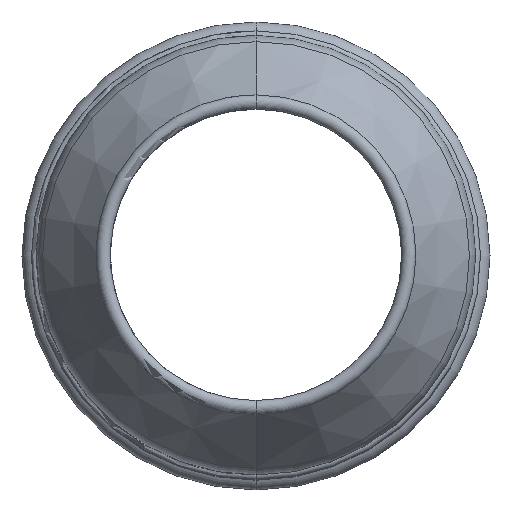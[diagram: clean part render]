
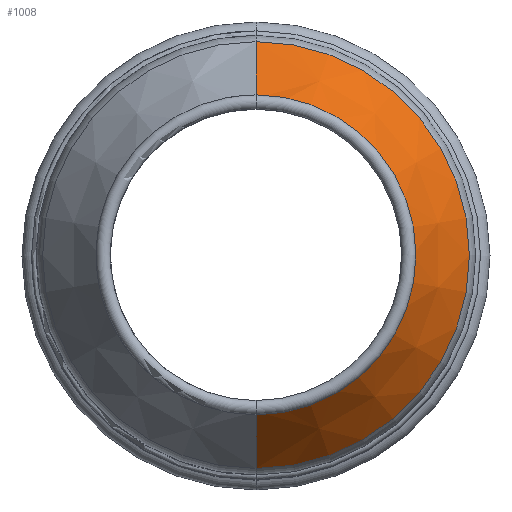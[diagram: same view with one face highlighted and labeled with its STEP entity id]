
A CAD part, top view. The second image highlights one B-rep face of the part: STEP entity #1008.
In plain terms, the highlighted conical face has half-angle 34.416 degrees and reference radius 44.687 mm.
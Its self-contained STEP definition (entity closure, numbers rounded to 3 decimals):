
#903=AXIS2_PLACEMENT_3D('Circle Axis2P3D',#901,#902,$) ;
#995=AXIS2_PLACEMENT_3D('Cone Axis2P3D',#992,#993,#994) ;
#999=AXIS2_PLACEMENT_3D('Circle Axis2P3D',#997,#998,$) ;
#826=CARTESIAN_POINT('Vertex',(49.,16.187,131.571)) ;
#828=CARTESIAN_POINT('Vertex',(49.,81.813,131.571)) ;
#901=CARTESIAN_POINT('Axis2P3D Location',(49.,49.,131.571)) ;
#918=CARTESIAN_POINT('Line Origine',(49.,-282570.963,-412331.736)) ;
#922=CARTESIAN_POINT('Vertex',(49.,4.313,114.239)) ;
#925=CARTESIAN_POINT('Line Origine',(49.,282668.963,-412331.736)) ;
#929=CARTESIAN_POINT('Vertex',(49.,93.687,114.239)) ;
#992=CARTESIAN_POINT('Axis2P3D Location',(49.,49.,114.239)) ;
#997=CARTESIAN_POINT('Axis2P3D Location',(49.,49.,114.239)) ;
#902=DIRECTION('Axis2P3D Direction',(0.,0.,-1.)) ;
#919=DIRECTION('Vector Direction',(0.,-0.565,-0.825)) ;
#926=DIRECTION('Vector Direction',(0.,0.565,-0.825)) ;
#993=DIRECTION('Axis2P3D Direction',(-0.,0.,-1.)) ;
#994=DIRECTION('Axis2P3D XDirection',(0.,1.,0.)) ;
#998=DIRECTION('Axis2P3D Direction',(0.,0.,-1.)) ;
#920=VECTOR('Line Direction',#919,1.) ;
#927=VECTOR('Line Direction',#926,1.) ;
#1003=ORIENTED_EDGE('',*,*,#905,.T.) ;
#1004=ORIENTED_EDGE('',*,*,#924,.T.) ;
#1005=ORIENTED_EDGE('',*,*,#1001,.F.) ;
#1006=ORIENTED_EDGE('',*,*,#931,.F.) ;
#1008=ADVANCED_FACE('Revolve1',(#1007),#996,.T.) ;
#904=CIRCLE('generated circle',#903,32.813) ;
#1000=CIRCLE('generated circle',#999,44.687) ;
#996=CONICAL_SURFACE('Cone',#995,44.687,0.601) ;
#905=EDGE_CURVE('',#829,#827,#904,.T.) ;
#924=EDGE_CURVE('',#827,#923,#921,.T.) ;
#931=EDGE_CURVE('',#829,#930,#928,.T.) ;
#1001=EDGE_CURVE('',#930,#923,#1000,.T.) ;
#1002=EDGE_LOOP('',(#1003,#1004,#1005,#1006)) ;
#1007=FACE_OUTER_BOUND('',#1002,.T.) ;
#921=LINE('Line',#918,#920) ;
#928=LINE('Line',#925,#927) ;
#827=VERTEX_POINT('',#826) ;
#829=VERTEX_POINT('',#828) ;
#923=VERTEX_POINT('',#922) ;
#930=VERTEX_POINT('',#929) ;
